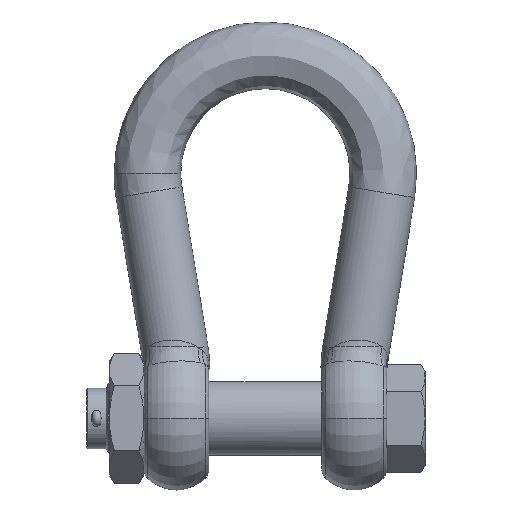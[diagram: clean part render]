
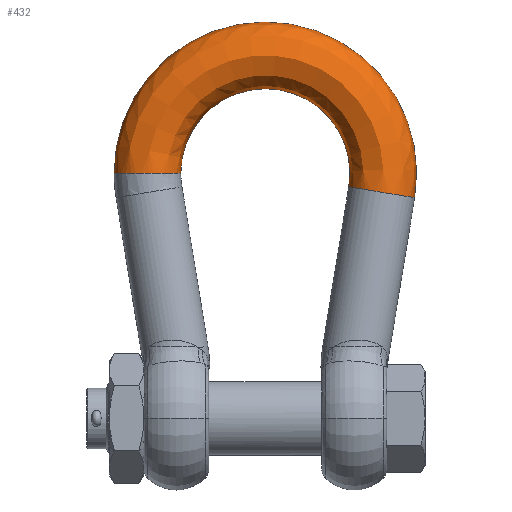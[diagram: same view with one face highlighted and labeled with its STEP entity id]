
A CAD part, top view. The second image highlights one B-rep face of the part: STEP entity #432.
In plain terms, the highlighted free-form (B-spline) face has degree [3, 3] with [4, 7] control points.
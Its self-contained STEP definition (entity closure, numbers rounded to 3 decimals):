
#432=ADVANCED_FACE('NONE',(#1545),#1546,.F.);
#1545=FACE_OUTER_BOUND('',#9907,.T.);
#1546=(B_SPLINE_SURFACE(3,3,((#9909,#9910,#9911,#9912,#9913,#9914,#9915),(#9916,#9917,#9918,#9919,#9920,#9921,#9922),(#9923,#9924,#9925,#9926,#9927,#9928,#9929),(#9930,#9931,#9932,#9933,#9934,#9935,#9936)),.UNSPECIFIED.,.F.,.F.,.F.)B_SPLINE_SURFACE_WITH_KNOTS((4,4),(4,3,4),(0.0,1.0),(0.0,0.5,1.0),.UNSPECIFIED.)RATIONAL_B_SPLINE_SURFACE(((1.0,0.785,0.785,1.0,0.785,0.785,1.0),(0.333,0.262,0.262,0.333,0.262,0.262,0.333),(0.333,0.262,0.262,0.333,0.262,0.262,0.333),(1.0,0.785,0.785,1.0,0.785,0.785,1.0)))BOUNDED_SURFACE()REPRESENTATION_ITEM('')GEOMETRIC_REPRESENTATION_ITEM()SURFACE());
#9907=EDGE_LOOP('',(#18778,#18779,#18780,#18781,#18782));
#9909=CARTESIAN_POINT('',(-95.0,275.5,0.));
#9910=CARTESIAN_POINT('',(-95.,334.796,0.));
#9911=CARTESIAN_POINT('',(-51.407,374.99,0.));
#9912=CARTESIAN_POINT('',(7.694,370.188,0.));
#9913=CARTESIAN_POINT('',(66.794,365.386,0.));
#9914=CARTESIAN_POINT('',(103.327,318.681,0.));
#9915=CARTESIAN_POINT('',(93.754,260.163,0.));
#9916=CARTESIAN_POINT('',(-95.0,275.5,75.0));
#9917=CARTESIAN_POINT('',(-95.,334.796,75.0));
#9918=CARTESIAN_POINT('',(-51.407,374.99,75.0));
#9919=CARTESIAN_POINT('',(7.694,370.188,75.0));
#9920=CARTESIAN_POINT('',(66.794,365.386,75.0));
#9921=CARTESIAN_POINT('',(103.327,318.681,75.0));
#9922=CARTESIAN_POINT('',(93.754,260.163,75.));
#9923=CARTESIAN_POINT('',(-170.0,275.5,75.0));
#9924=CARTESIAN_POINT('',(-170.,381.608,75.0));
#9925=CARTESIAN_POINT('',(-91.991,453.535,75.0));
#9926=CARTESIAN_POINT('',(13.768,444.942,75.0));
#9927=CARTESIAN_POINT('',(119.527,436.348,75.0));
#9928=CARTESIAN_POINT('',(184.9,352.771,75.0));
#9929=CARTESIAN_POINT('',(167.77,248.055,75.));
#9930=CARTESIAN_POINT('',(-170.0,275.5,0.));
#9931=CARTESIAN_POINT('',(-170.,381.608,0.));
#9932=CARTESIAN_POINT('',(-91.991,453.535,0.));
#9933=CARTESIAN_POINT('',(13.768,444.942,0.));
#9934=CARTESIAN_POINT('',(119.527,436.348,0.));
#9935=CARTESIAN_POINT('',(184.9,352.771,0.));
#9936=CARTESIAN_POINT('',(167.77,248.055,0.));
#18778=ORIENTED_EDGE('',*,*,#22918,.T.);
#18779=ORIENTED_EDGE('',*,*,#22151,.F.);
#18780=ORIENTED_EDGE('',*,*,#22234,.F.);
#18781=ORIENTED_EDGE('',*,*,#22919,.T.);
#18782=ORIENTED_EDGE('',*,*,#22920,.T.);
#22151=EDGE_CURVE('NONE',#24651,#24652,#24653,.T.);
#22234=EDGE_CURVE('NONE',#24816,#24651,#24818,.T.);
#22918=EDGE_CURVE('NONE',#25909,#24652,#25910,.T.);
#22919=EDGE_CURVE('NONE',#24816,#25911,#25912,.T.);
#22920=EDGE_CURVE('NONE',#25911,#25909,#25913,.T.);
#24651=VERTEX_POINT('NONE',#32781);
#24652=VERTEX_POINT('NONE',#32782);
#24653=CIRCLE('',#32783,37.5);
#24816=VERTEX_POINT('NONE',#33341);
#24818=CIRCLE('',#33344,37.5);
#25909=VERTEX_POINT('NONE',#37884);
#25910=CIRCLE('',#37885,95.0);
#25911=VERTEX_POINT('NONE',#37886);
#25912=CIRCLE('',#37887,170.0);
#25913=CIRCLE('',#37888,37.5);
#32781=CARTESIAN_POINT('',(130.762,254.109,37.5));
#32782=CARTESIAN_POINT('',(93.754,260.163,0.));
#32783=AXIS2_PLACEMENT_3D('',#43245,#43246,#43247);
#33341=CARTESIAN_POINT('',(167.77,248.055,0.));
#33344=AXIS2_PLACEMENT_3D('',#43280,#43281,#43282);
#37884=CARTESIAN_POINT('',(-95.,275.5,0.));
#37885=AXIS2_PLACEMENT_3D('',#43656,#43657,#43658);
#37886=CARTESIAN_POINT('',(-170.,275.5,0.));
#37887=AXIS2_PLACEMENT_3D('',#43659,#43660,#43661);
#37888=AXIS2_PLACEMENT_3D('',#43662,#43663,#43664);
#43245=CARTESIAN_POINT('',(130.762,254.109,0.));
#43246=DIRECTION('',(-0.161,-0.987,0.));
#43247=DIRECTION('',(0.987,-0.161,0.));
#43280=CARTESIAN_POINT('',(130.762,254.109,0.));
#43281=DIRECTION('',(-0.161,-0.987,0.));
#43282=DIRECTION('',(0.987,-0.161,0.));
#43656=CARTESIAN_POINT('',(0.0,275.5,0.));
#43657=DIRECTION('',(0.0,0.0,-1.0));
#43658=DIRECTION('',(-1.0,0.0,0.0));
#43659=CARTESIAN_POINT('',(0.0,275.5,0.));
#43660=DIRECTION('',(0.0,0.0,1.0));
#43661=DIRECTION('',(-1.0,0.,0.0));
#43662=CARTESIAN_POINT('',(-132.5,275.5,0.));
#43663=DIRECTION('',(0.,1.0,0.));
#43664=DIRECTION('',(-1.0,0.,0.));
